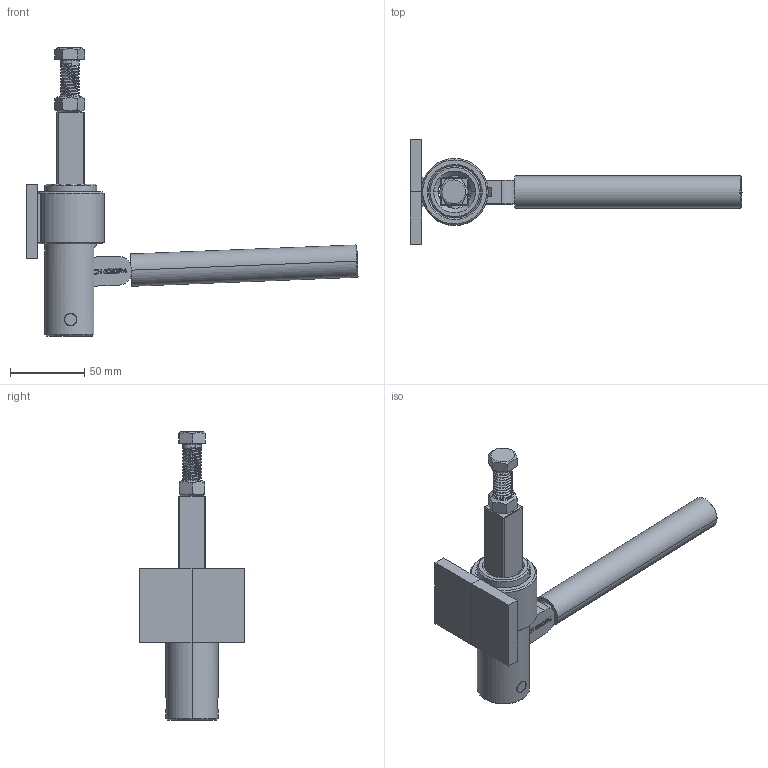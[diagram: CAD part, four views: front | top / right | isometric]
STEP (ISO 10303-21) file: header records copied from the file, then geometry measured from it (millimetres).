
FILE_DESCRIPTION (( 'STEP AP203' ), '1' );
FILE_NAME ('CH-30509M.STEP', '2017-11-28T10:12:45', ( 'Windows' ), ( 'Microsoft' ), 'SwSTEP 2.0', 'SolidWorks 2015', '' );
FILE_SCHEMA (( 'CONFIG_CONTROL_DESIGN' ));
Length unit declared in the file: millimetre
Products named in the file (13): M12X50; CH-30509M-09; CH-30509M; CH-30509M-10; CH-30509M-05 CREST STALK; CH-30509M-07; CH-30509M-08; M12 Nut; CH-30509M-01 BASE_默认<按加工>; CH-30509M-06; CH-30509M-02 LEAD SET; CH-30509M-04 CONNECTING-PLATE; CH-30509M-03 HANDLE
Assembly tree (13 placements, depth 2):
  CH-30509M
    CH-30509M-01 BASE_默认<按加工>
    CH-30509M-02 LEAD SET
    CH-30509M-03 HANDLE
    CH-30509M-09
    CH-30509M-10  x2
    CH-30509M-05 CREST STALK
    CH-30509M-07
    CH-30509M-08
    M12 Nut
    CH-30509M-06
    CH-30509M-04 CONNECTING-PLATE
    M12X50
Bounding box: 222.9 x 70 x 193.39 mm (x, y, z)
Volume: 183519.1 mm3; surface area: 89192.1 mm2
Topology: 19 solids, 19 shells, 1392 faces, 3917 edges, 2587 vertices
Faces by surface type: plane 968, bspline 198, cylinder 154, cone 70, torus 2
Entity records: 59218 total; most frequent: CARTESIAN_POINT 23538, ORIENTED_EDGE 7774, DIRECTION 6273, EDGE_CURVE 3887, LINE 2585, VECTOR 2585, VERTEX_POINT 2571, AXIS2_PLACEMENT_3D 1844
